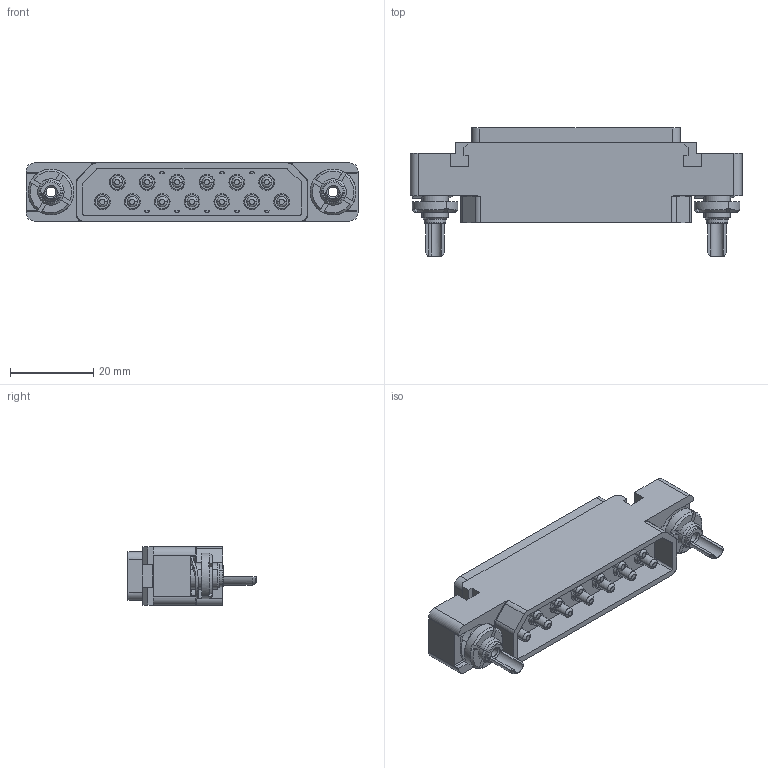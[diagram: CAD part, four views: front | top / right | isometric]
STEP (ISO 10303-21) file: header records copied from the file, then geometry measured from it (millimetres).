
FILE_DESCRIPTION((''),'2;1');
FILE_NAME('1900ND05P1B00B','2019-10-29T',('presta_be4'),(''),'CREO PARAMETRIC BY PTC INC, 2018360','CREO PARAMETRIC BY PTC INC, 2018360','');
FILE_SCHEMA(('CONFIG_CONTROL_DESIGN'));
Length unit declared in the file: millimetre
Products named in the file (1): 1900ND05P1B00B
Bounding box: 80 x 30.85 x 14 mm (x, y, z)
Volume: 14072.3 mm3; surface area: 16101.9 mm2
Topology: 1 solids, 14 shells, 1743 faces, 4004 edges, 2372 vertices
Faces by surface type: cylinder 630, plane 383, torus 366, cone 326, extrusion 26, bspline 12
Entity records: 51642 total; most frequent: CARTESIAN_POINT 11345, DIRECTION 9162, ORIENTED_EDGE 7948, EDGE_CURVE 3974, AXIS2_PLACEMENT_3D 3815, VERTEX_POINT 2372, CIRCLE 2110, EDGE_LOOP 1972
